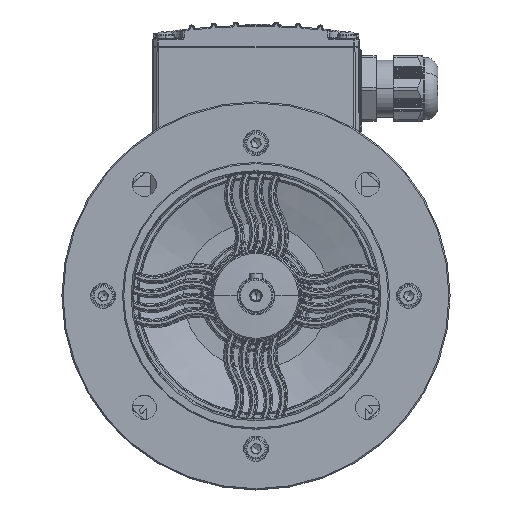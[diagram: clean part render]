
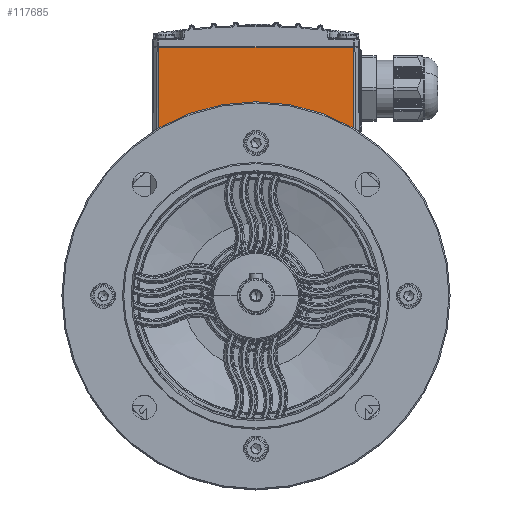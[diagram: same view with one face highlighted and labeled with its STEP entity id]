
A CAD part, top view. The second image highlights one B-rep face of the part: STEP entity #117685.
In plain terms, the highlighted planar face has unit normal (0, 0.009, 1).
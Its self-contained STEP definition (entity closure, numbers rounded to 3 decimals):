
#741 = ORIENTED_EDGE ( 'NONE', *, *, #142100, .T. ) ;
#2439 = VERTEX_POINT ( 'NONE', #23025 ) ;
#2511 = LINE ( 'NONE', #47272, #69972 ) ;
#3491 = DIRECTION ( 'NONE',  ( 0., 0.009, 1. ) ) ;
#3707 = VECTOR ( 'NONE', #138065, 1000. ) ;
#3969 = DIRECTION ( 'NONE',  ( -0.004, 1., -0.009 ) ) ;
#4822 = VERTEX_POINT ( 'NONE', #142602 ) ;
#5817 = CARTESIAN_POINT ( 'NONE',  ( -40.212, 68., 124.003 ) ) ;
#10299 = CARTESIAN_POINT ( 'NONE',  ( 6.161, 68., 124.004 ) ) ;
#11337 = CARTESIAN_POINT ( 'NONE',  ( -6.165, 68., 124.005 ) ) ;
#13863 = CARTESIAN_POINT ( 'NONE',  ( -6.165, 68., 124.005 ) ) ;
#14203 = VERTEX_POINT ( 'NONE', #70005 ) ;
#14489 = FACE_OUTER_BOUND ( 'NONE', #116455, .T. ) ;
#17265 = B_SPLINE_CURVE_WITH_KNOTS ( 'NONE', 3,
 ( #51113, #95889, #140668, #40132 ),
 .UNSPECIFIED., .F., .F.,
 ( 4, 4 ),
 ( 0.577, 1. ),
 .UNSPECIFIED. ) ;
#18864 = VERTEX_POINT ( 'NONE', #11337 ) ;
#23025 = CARTESIAN_POINT ( 'NONE',  ( 40.212, 68., 124.002 ) ) ;
#24842 = CARTESIAN_POINT ( 'NONE',  ( -40.212, 68., 124.003 ) ) ;
#26565 = LINE ( 'NONE', #71382, #35663 ) ;
#30797 = ORIENTED_EDGE ( 'NONE', *, *, #58178, .T. ) ;
#32815 = VECTOR ( 'NONE', #3969, 1000. ) ;
#35663 = VECTOR ( 'NONE', #116166, 1000. ) ;
#38009 = VERTEX_POINT ( 'NONE', #5817 ) ;
#40132 = CARTESIAN_POINT ( 'NONE',  ( 40.212, 68., 124.002 ) ) ;
#43661 = EDGE_CURVE ( 'NONE', #4822, #14203, #2511, .T. ) ;
#45968 = ORIENTED_EDGE ( 'NONE', *, *, #114412, .T. ) ;
#47272 = CARTESIAN_POINT ( 'NONE',  ( -40.5, 102.504, 123.704 ) ) ;
#48259 = DIRECTION ( 'NONE',  ( 0., -1., 0.009 ) ) ;
#48525 = LINE ( 'NONE', #93297, #3707 ) ;
#51113 = CARTESIAN_POINT ( 'NONE',  ( 6.161, 68., 124.004 ) ) ;
#51150 = ORIENTED_EDGE ( 'NONE', *, *, #75840, .T. ) ;
#58178 = EDGE_CURVE ( 'NONE', #18864, #82706, #48525, .T. ) ;
#59264 = PLANE ( 'NONE',  #126836 ) ;
#59749 = LINE ( 'NONE', #104533, #32815 ) ;
#69639 = CARTESIAN_POINT ( 'NONE',  ( -28.864, 68., 124.005 ) ) ;
#69972 = VECTOR ( 'NONE', #92034, 1000. ) ;
#70005 = CARTESIAN_POINT ( 'NONE',  ( -40.088, 102.504, 123.704 ) ) ;
#71382 = CARTESIAN_POINT ( 'NONE',  ( -40.086, 102.999, 123.7 ) ) ;
#75840 = EDGE_CURVE ( 'NONE', #14203, #38009, #26565, .T. ) ;
#78923 = B_SPLINE_CURVE_WITH_KNOTS ( 'NONE', 3,
 ( #24842, #69639, #114433, #13863 ),
 .UNSPECIFIED., .F., .F.,
 ( 4, 4 ),
 ( 0., 0.423 ),
 .UNSPECIFIED. ) ;
#80392 = EDGE_CURVE ( 'NONE', #82706, #2439, #17265, .T. ) ;
#82706 = VERTEX_POINT ( 'NONE', #10299 ) ;
#82946 = ORIENTED_EDGE ( 'NONE', *, *, #43661, .T. ) ;
#92034 = DIRECTION ( 'NONE',  ( -1., 0., 0. ) ) ;
#93297 = CARTESIAN_POINT ( 'NONE',  ( -40.5, 68., 124.005 ) ) ;
#95889 = CARTESIAN_POINT ( 'NONE',  ( 17.511, 68., 124.005 ) ) ;
#104049 = CARTESIAN_POINT ( 'NONE',  ( -40.5, 103., 123.7 ) ) ;
#104533 = CARTESIAN_POINT ( 'NONE',  ( 40.085, 103.291, 123.697 ) ) ;
#114412 = EDGE_CURVE ( 'NONE', #38009, #18864, #78923, .T. ) ;
#114433 = CARTESIAN_POINT ( 'NONE',  ( -17.515, 68., 124.005 ) ) ;
#116166 = DIRECTION ( 'NONE',  ( -0.004, -1., 0.009 ) ) ;
#116455 = EDGE_LOOP ( 'NONE', ( #741, #82946, #51150, #45968, #30797, #144267 ) ) ;
#117685 = ADVANCED_FACE ( 'NONE', ( #14489 ), #59264, .T. ) ;
#126836 = AXIS2_PLACEMENT_3D ( 'NONE', #104049, #3491, #48259 ) ;
#138065 = DIRECTION ( 'NONE',  ( 1., 0., 0. ) ) ;
#140668 = CARTESIAN_POINT ( 'NONE',  ( 28.862, 68., 124.005 ) ) ;
#142100 = EDGE_CURVE ( 'NONE', #2439, #4822, #59749, .T. ) ;
#142602 = CARTESIAN_POINT ( 'NONE',  ( 40.088, 102.504, 123.704 ) ) ;
#144267 = ORIENTED_EDGE ( 'NONE', *, *, #80392, .T. ) ;
